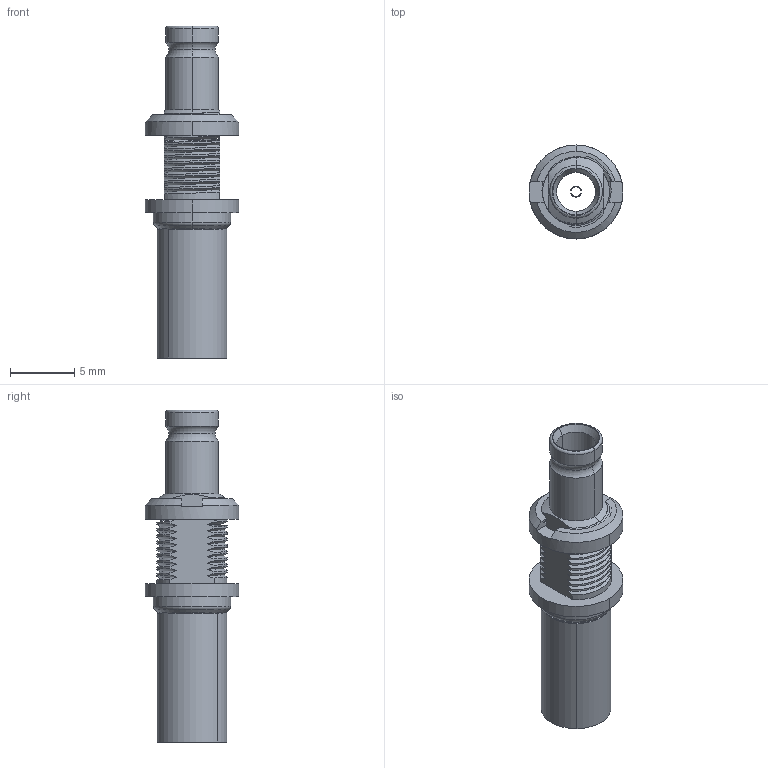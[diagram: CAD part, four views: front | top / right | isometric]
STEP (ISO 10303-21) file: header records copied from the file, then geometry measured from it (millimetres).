
FILE_DESCRIPTION (( 'STEP AP214' ), '1' );
FILE_NAME ('52-254-D6-BH.STEP', '2025-10-30T20:37:14', ( '' ), ( '' ), 'SwSTEP 2.0', 'SolidWorks 2025', '' );
FILE_SCHEMA (( 'AUTOMOTIVE_DESIGN' ));
Length unit declared in the file: millimetre
Products named in the file (1): 52-254-D6-BH
Bounding box: 7.3 x 7.3 x 25.8 mm (x, y, z)
Surface area: 813.8 mm2 (no closed solid volume)
Topology: 0 solids, 5 shells, 132 faces, 415 edges, 279 vertices
Faces by surface type: cylinder 51, bspline 44, plane 20, cone 9, torus 8
Entity records: 19416 total; most frequent: CARTESIAN_POINT 16435, ORIENTED_EDGE 745, DIRECTION 436, EDGE_CURVE 415, VERTEX_POINT 279, AXIS2_PLACEMENT_3D 161, EDGE_LOOP 139, FACE_OUTER_BOUND 132
